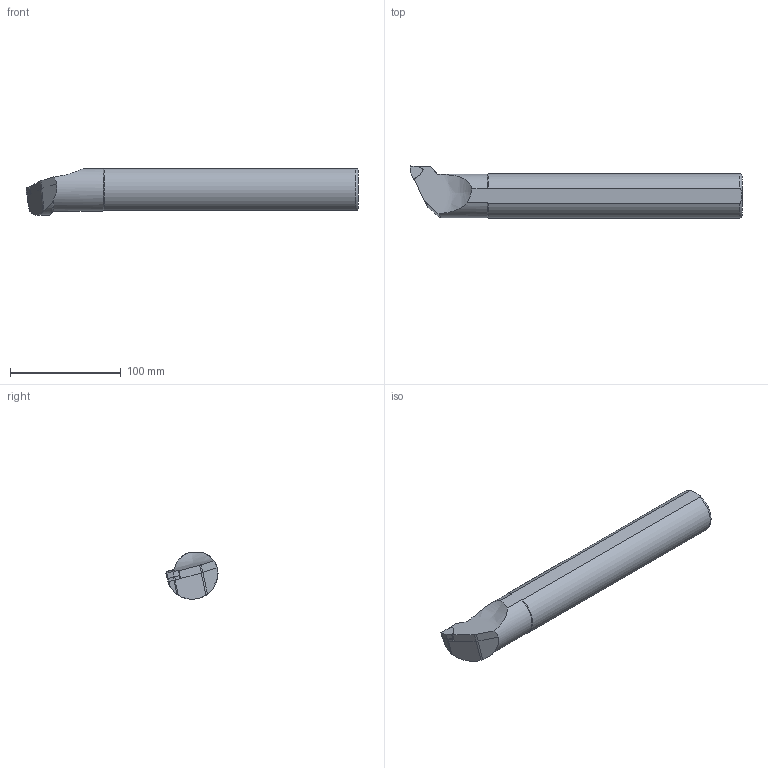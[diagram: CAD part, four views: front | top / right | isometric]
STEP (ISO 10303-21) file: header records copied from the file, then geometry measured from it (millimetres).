
FILE_DESCRIPTION(/* description */ (''),/* implementation_level */ '2;1');
FILE_NAME(/* name */ 'A40T-PWLNL-06.stp',/* time_stamp */ '2023-10-19T20:55:41+03:00',/* author */ (''),/* organization */ (''),/* preprocessor_version */ 'ST-DEVELOPER v19.4',/* originating_system */ 'SIEMENS PLM Software NX2306.3001',/* authorisation */ '');
FILE_SCHEMA (('AUTOMOTIVE_DESIGN { 1 0 10303 214 3 1 1 1 }'));
Length unit declared in the file: millimetre
Products named in the file (1): A40T-PWLNR-06
Bounding box: 299.94 x 46.99 x 41.95 mm (x, y, z)
Volume: 347665.1 mm3; surface area: 38812.3 mm2
Topology: 2 solids, 2 shells, 57 faces, 151 edges, 98 vertices
Faces by surface type: plane 32, cylinder 20, cone 3, torus 1, bspline 1
Entity records: 2185 total; most frequent: CARTESIAN_POINT 689, ORIENTED_EDGE 298, DIRECTION 279, EDGE_CURVE 149, AXIS2_PLACEMENT_3D 100, VERTEX_POINT 97, LINE 79, VECTOR 79
